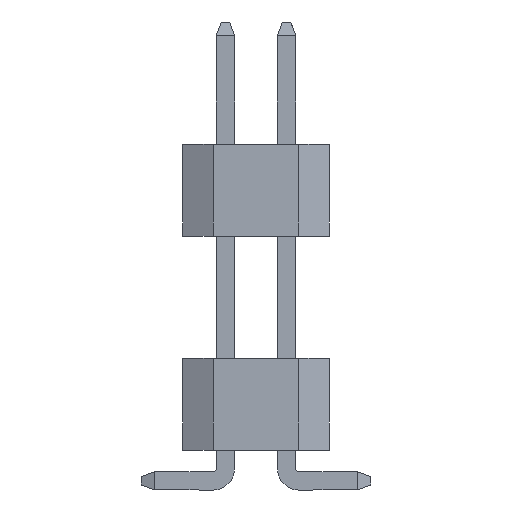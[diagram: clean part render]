
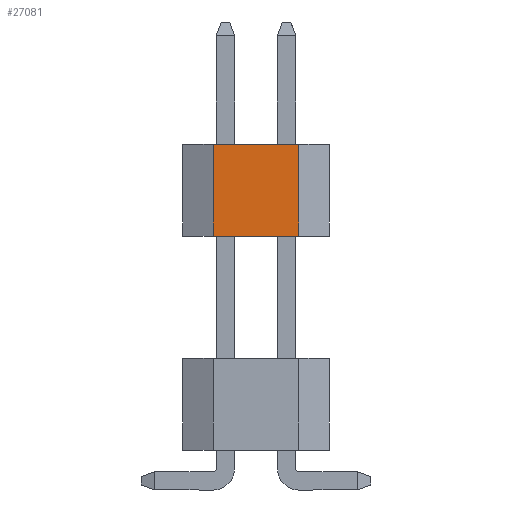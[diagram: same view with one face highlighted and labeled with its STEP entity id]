
A CAD part, left-side view. The second image highlights one B-rep face of the part: STEP entity #27081.
In plain terms, the highlighted planar face has unit normal (-1, 0, 0).
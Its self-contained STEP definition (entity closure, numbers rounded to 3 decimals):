
#236 = ORIENTED_EDGE ( 'NONE', *, *, #19275, .T. ) ;
#450 = VECTOR ( 'NONE', #11406, 1000. ) ;
#1283 = ORIENTED_EDGE ( 'NONE', *, *, #27429, .F. ) ;
#3153 = DIRECTION ( 'NONE',  ( 0., 0., 1. ) ) ;
#3692 = CARTESIAN_POINT ( 'NONE',  ( -20., -0.7, 3.5 ) ) ;
#4757 = LINE ( 'NONE', #7588, #450 ) ;
#5328 = CARTESIAN_POINT ( 'NONE',  ( -20., -0.7, 2.5 ) ) ;
#6246 = CARTESIAN_POINT ( 'NONE',  ( -20., 0.7, 5. ) ) ;
#7588 = CARTESIAN_POINT ( 'NONE',  ( -20., -1.2, 3.5 ) ) ;
#8271 = FACE_OUTER_BOUND ( 'NONE', #12457, .T. ) ;
#8506 = CARTESIAN_POINT ( 'NONE',  ( -20., 0.7, 3.5 ) ) ;
#9566 = VECTOR ( 'NONE', #14222, 1000. ) ;
#10886 = DIRECTION ( 'NONE',  ( 1., 0., 0. ) ) ;
#11362 = VECTOR ( 'NONE', #3153, 1000. ) ;
#11406 = DIRECTION ( 'NONE',  ( 0., -1., 0. ) ) ;
#12457 = EDGE_LOOP ( 'NONE', ( #17160, #236, #1283, #16495 ) ) ;
#13057 = PLANE ( 'NONE',  #23424 ) ;
#13656 = LINE ( 'NONE', #20178, #23899 ) ;
#13788 = VERTEX_POINT ( 'NONE', #22951 ) ;
#14222 = DIRECTION ( 'NONE',  ( 0., 0., 1. ) ) ;
#14650 = CARTESIAN_POINT ( 'NONE',  ( -20., 0.7, 2.5 ) ) ;
#14863 = EDGE_CURVE ( 'NONE', #21500, #19686, #4757, .T. ) ;
#16495 = ORIENTED_EDGE ( 'NONE', *, *, #27602, .F. ) ;
#17107 = CARTESIAN_POINT ( 'NONE',  ( -20., -1.2, 5. ) ) ;
#17160 = ORIENTED_EDGE ( 'NONE', *, *, #14863, .T. ) ;
#19073 = LINE ( 'NONE', #5328, #11362 ) ;
#19275 = EDGE_CURVE ( 'NONE', #19686, #13788, #19073, .T. ) ;
#19686 = VERTEX_POINT ( 'NONE', #3692 ) ;
#20178 = CARTESIAN_POINT ( 'NONE',  ( -20., -1.2, 5. ) ) ;
#21500 = VERTEX_POINT ( 'NONE', #8506 ) ;
#22951 = CARTESIAN_POINT ( 'NONE',  ( -20., -0.7, 5. ) ) ;
#23424 = AXIS2_PLACEMENT_3D ( 'NONE', #17107, #10886, #26521 ) ;
#23625 = LINE ( 'NONE', #14650, #9566 ) ;
#23899 = VECTOR ( 'NONE', #26971, 1000. ) ;
#26521 = DIRECTION ( 'NONE',  ( 0., 0., -1. ) ) ;
#26971 = DIRECTION ( 'NONE',  ( 0., -1., 0. ) ) ;
#27081 = ADVANCED_FACE ( 'NONE', ( #8271 ), #13057, .F. ) ;
#27157 = VERTEX_POINT ( 'NONE', #6246 ) ;
#27429 = EDGE_CURVE ( 'NONE', #27157, #13788, #13656, .T. ) ;
#27602 = EDGE_CURVE ( 'NONE', #21500, #27157, #23625, .T. ) ;
